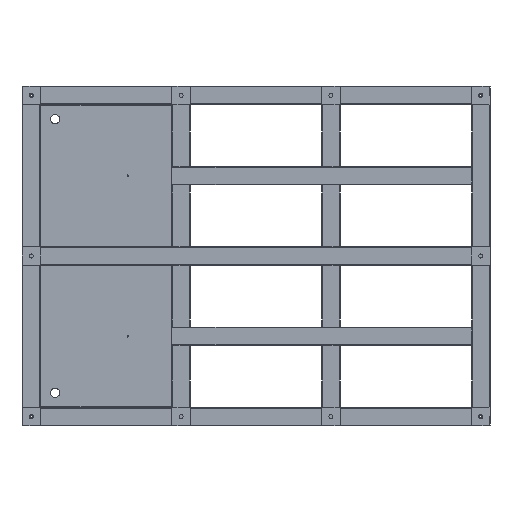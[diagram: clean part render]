
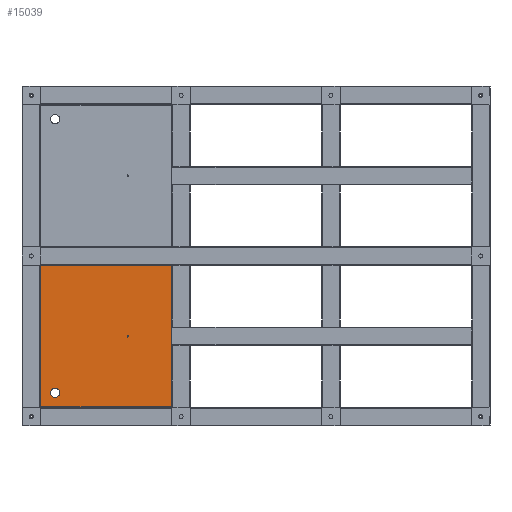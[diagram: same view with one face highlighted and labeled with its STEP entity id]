
A CAD part, front view. The second image highlights one B-rep face of the part: STEP entity #15039.
In plain terms, the highlighted planar face has unit normal (0, -1, 0).
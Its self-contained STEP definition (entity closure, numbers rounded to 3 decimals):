
#109 = VECTOR ( 'NONE', #12039, 1000. ) ;
#518 = DIRECTION ( 'NONE',  ( -1., 0., 0. ) ) ;
#985 = DIRECTION ( 'NONE',  ( 0., 0., 1. ) ) ;
#1000 = EDGE_LOOP ( 'NONE', ( #10192, #1626 ) ) ;
#1120 = VERTEX_POINT ( 'NONE', #31696 ) ;
#1626 = ORIENTED_EDGE ( 'NONE', *, *, #4752, .F. ) ;
#2670 = DIRECTION ( 'NONE',  ( 0., 0., 1. ) ) ;
#2750 = CARTESIAN_POINT ( 'NONE',  ( -1095., 98.5, -770. ) ) ;
#3706 = VERTEX_POINT ( 'NONE', #36370 ) ;
#4039 = ORIENTED_EDGE ( 'NONE', *, *, #33428, .F. ) ;
#4271 = CARTESIAN_POINT ( 'NONE',  ( -698., 98.5, -437.5 ) ) ;
#4752 = EDGE_CURVE ( 'NONE', #41088, #3706, #16412, .T. ) ;
#4850 = FACE_BOUND ( 'NONE', #31823, .T. ) ;
#5292 = CARTESIAN_POINT ( 'NONE',  ( 0., 98.5, -52.5 ) ) ;
#6180 = CARTESIAN_POINT ( 'NONE',  ( -1095., 98.5, -745. ) ) ;
#6965 = EDGE_CURVE ( 'NONE', #28802, #1120, #27613, .T. ) ;
#7299 = CARTESIAN_POINT ( 'NONE',  ( 0., 98.5, 0. ) ) ;
#8136 = DIRECTION ( 'NONE',  ( 0., 1., 0. ) ) ;
#9397 = VECTOR ( 'NONE', #518, 1000. ) ;
#10192 = ORIENTED_EDGE ( 'NONE', *, *, #42557, .F. ) ;
#10225 = VERTEX_POINT ( 'NONE', #34919 ) ;
#11394 = FACE_BOUND ( 'NONE', #1000, .T. ) ;
#12039 = DIRECTION ( 'NONE',  ( 1., 0., 0. ) ) ;
#13667 = EDGE_CURVE ( 'NONE', #29170, #10225, #39390, .T. ) ;
#14271 = CARTESIAN_POINT ( 'NONE',  ( -698., 98.5, -441.5 ) ) ;
#15039 = ADVANCED_FACE ( 'NONE', ( #4850, #11394, #37089 ), #24704, .F. ) ;
#15972 = AXIS2_PLACEMENT_3D ( 'NONE', #4271, #40395, #39743 ) ;
#16412 = CIRCLE ( 'NONE', #32383, 4. ) ;
#19008 = LINE ( 'NONE', #5292, #109 ) ;
#19390 = DIRECTION ( 'NONE',  ( 0., 0., -1. ) ) ;
#20113 = CARTESIAN_POINT ( 'NONE',  ( -1095., 98.5, -720. ) ) ;
#21727 = CIRCLE ( 'NONE', #29353, 25. ) ;
#21788 = ORIENTED_EDGE ( 'NONE', *, *, #27949, .F. ) ;
#22759 = ORIENTED_EDGE ( 'NONE', *, *, #32066, .F. ) ;
#22932 = CIRCLE ( 'NONE', #15972, 4. ) ;
#23576 = EDGE_CURVE ( 'NONE', #1120, #29170, #19008, .T. ) ;
#23578 = ORIENTED_EDGE ( 'NONE', *, *, #6965, .F. ) ;
#24124 = VECTOR ( 'NONE', #19390, 1000. ) ;
#24596 = AXIS2_PLACEMENT_3D ( 'NONE', #28489, #28701, #39128 ) ;
#24704 = PLANE ( 'NONE',  #31102 ) ;
#25552 = VERTEX_POINT ( 'NONE', #2750 ) ;
#25728 = CARTESIAN_POINT ( 'NONE',  ( -460.8, 98.5, 0. ) ) ;
#26515 = CARTESIAN_POINT ( 'NONE',  ( -460.8, 98.5, -52.5 ) ) ;
#27613 = LINE ( 'NONE', #34541, #37221 ) ;
#27949 = EDGE_CURVE ( 'NONE', #10225, #28802, #30341, .T. ) ;
#28489 = CARTESIAN_POINT ( 'NONE',  ( -1095., 98.5, -745. ) ) ;
#28701 = DIRECTION ( 'NONE',  ( 0., -1., 0. ) ) ;
#28802 = VERTEX_POINT ( 'NONE', #36971 ) ;
#29170 = VERTEX_POINT ( 'NONE', #26515 ) ;
#29353 = AXIS2_PLACEMENT_3D ( 'NONE', #6180, #32278, #2670 ) ;
#30341 = LINE ( 'NONE', #30970, #9397 ) ;
#30352 = DIRECTION ( 'NONE',  ( 0., 0., 1. ) ) ;
#30970 = CARTESIAN_POINT ( 'NONE',  ( 0., 98.5, -822.5 ) ) ;
#31037 = VERTEX_POINT ( 'NONE', #20113 ) ;
#31102 = AXIS2_PLACEMENT_3D ( 'NONE', #7299, #8136, #30352 ) ;
#31696 = CARTESIAN_POINT ( 'NONE',  ( -1172.5, 98.5, -52.5 ) ) ;
#31823 = EDGE_LOOP ( 'NONE', ( #22759, #4039 ) ) ;
#32066 = EDGE_CURVE ( 'NONE', #31037, #25552, #21727, .T. ) ;
#32278 = DIRECTION ( 'NONE',  ( 0., -1., 0. ) ) ;
#32383 = AXIS2_PLACEMENT_3D ( 'NONE', #34494, #34706, #985 ) ;
#33428 = EDGE_CURVE ( 'NONE', #25552, #31037, #33619, .T. ) ;
#33619 = CIRCLE ( 'NONE', #24596, 25. ) ;
#34047 = EDGE_LOOP ( 'NONE', ( #38217, #36979, #23578, #21788 ) ) ;
#34494 = CARTESIAN_POINT ( 'NONE',  ( -698., 98.5, -437.5 ) ) ;
#34541 = CARTESIAN_POINT ( 'NONE',  ( -1172.5, 98.5, 0. ) ) ;
#34706 = DIRECTION ( 'NONE',  ( 0., -1., 0. ) ) ;
#34919 = CARTESIAN_POINT ( 'NONE',  ( -460.8, 98.5, -822.5 ) ) ;
#36370 = CARTESIAN_POINT ( 'NONE',  ( -698., 98.5, -433.5 ) ) ;
#36971 = CARTESIAN_POINT ( 'NONE',  ( -1172.5, 98.5, -822.5 ) ) ;
#36979 = ORIENTED_EDGE ( 'NONE', *, *, #23576, .F. ) ;
#37089 = FACE_OUTER_BOUND ( 'NONE', #34047, .T. ) ;
#37221 = VECTOR ( 'NONE', #37599, 1000. ) ;
#37599 = DIRECTION ( 'NONE',  ( 0., 0., 1. ) ) ;
#38217 = ORIENTED_EDGE ( 'NONE', *, *, #13667, .F. ) ;
#39128 = DIRECTION ( 'NONE',  ( 0., 0., 1. ) ) ;
#39390 = LINE ( 'NONE', #25728, #24124 ) ;
#39743 = DIRECTION ( 'NONE',  ( 0., 0., 1. ) ) ;
#40395 = DIRECTION ( 'NONE',  ( 0., -1., 0. ) ) ;
#41088 = VERTEX_POINT ( 'NONE', #14271 ) ;
#42557 = EDGE_CURVE ( 'NONE', #3706, #41088, #22932, .T. ) ;
